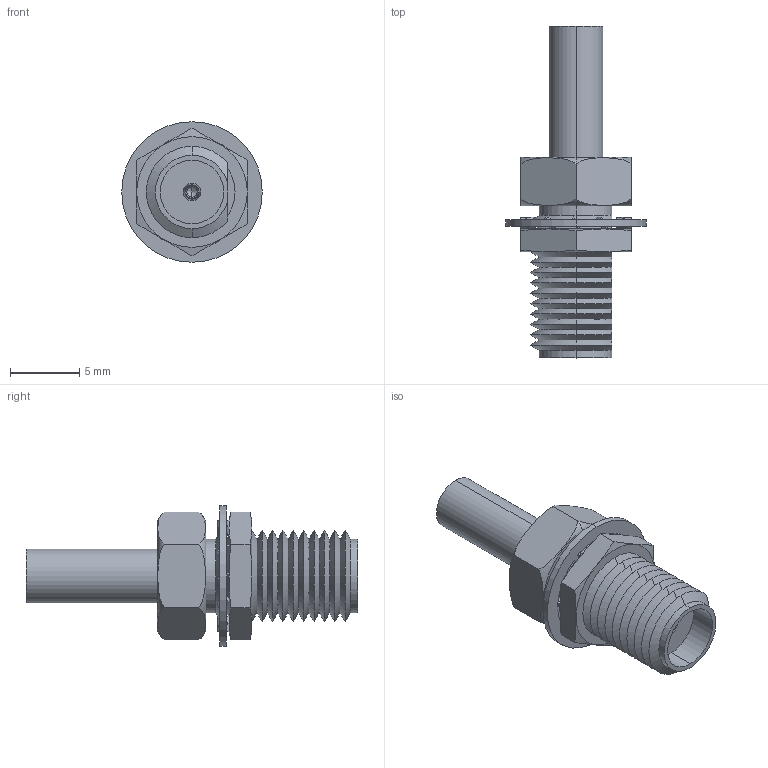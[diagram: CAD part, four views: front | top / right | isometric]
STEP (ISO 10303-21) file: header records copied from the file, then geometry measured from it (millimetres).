
FILE_DESCRIPTION (( 'STEP AP203' ), '1' );
FILE_NAME ('BAC06A.STEP', '2013-03-08T18:16:40', ( 'x' ), ( '' ), 'SwSTEP 2.0', 'SolidWorks 2012', '' );
FILE_SCHEMA (( 'CONFIG_CONTROL_DESIGN' ));
Length unit declared in the file: inch
Products named in the file (6): BAC06A; 3AA02-018_with contours; 3AA03-014; BAC06A-MA7; BAC06A-MA3; BAC06A-MA1
Assembly tree (5 placements, depth 2):
  BAC06A
    BAC06A-MA1
    BAC06A-MA3
    BAC06A-MA7
    3AA03-014
    3AA02-018_with contours
Bounding box: 10.16 x 24 x 10.16 mm (x, y, z)
Volume: 561.1 mm3; surface area: 1239.1 mm2
Topology: 5 solids, 5 shells, 312 faces, 797 edges, 493 vertices
Faces by surface type: plane 155, cone 104, cylinder 49, torus 4
Entity records: 10339 total; most frequent: CARTESIAN_POINT 2310, ORIENTED_EDGE 1586, DIRECTION 1507, EDGE_CURVE 793, AXIS2_PLACEMENT_3D 530, VERTEX_POINT 493, VECTOR 447, LINE 447
